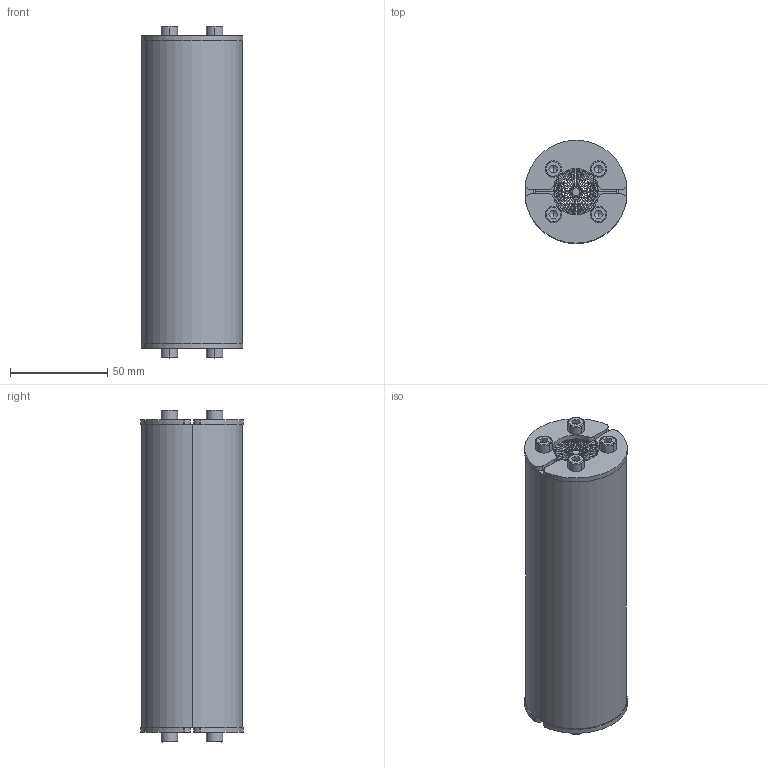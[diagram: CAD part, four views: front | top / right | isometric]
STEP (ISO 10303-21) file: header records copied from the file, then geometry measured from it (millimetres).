
FILE_DESCRIPTION((''),'2;1');
FILE_NAME('PPS CRS 43.stp','2005-03-23T14:36:57',(''),(''),'Mechanical Desktop 2005','Mechanical Desktop 2005',', , ');
FILE_SCHEMA(('CONFIG_CONTROL_DESIGN'));
Length unit declared in the file: millimetre
Products named in the file (11): DRAWING20; PART1; RS43; HALF; FRONT; REAR; ~PART1; CYLINDER HEAD CAP SCREW - DIN 912 - M5 X 45; CORE; PART2; RS43A
Assembly tree (13 placements, depth 4):
  DRAWING20
    PART1
    RS43  x2
      HALF
        FRONT
        REAR
        ~PART1
        CYLINDER HEAD CAP SCREW - DIN 912 - M5 X 45  x2
      CORE
    PART2
    RS43A
Bounding box: 52.31 x 53 x 171 mm (x, y, z)
Volume: 228434.3 mm3; surface area: 153538 mm2
Topology: 56 solids, 56 shells, 572 faces, 1308 edges, 858 vertices
Faces by surface type: plane 264, cylinder 244, cone 48, bspline 16
Entity records: 4004 total; most frequent: CARTESIAN_POINT 731, DIRECTION 700, ORIENTED_EDGE 578, EDGE_CURVE 289, AXIS2_PLACEMENT_3D 277, VERTEX_POINT 192, EDGE_LOOP 149, VECTOR 146
